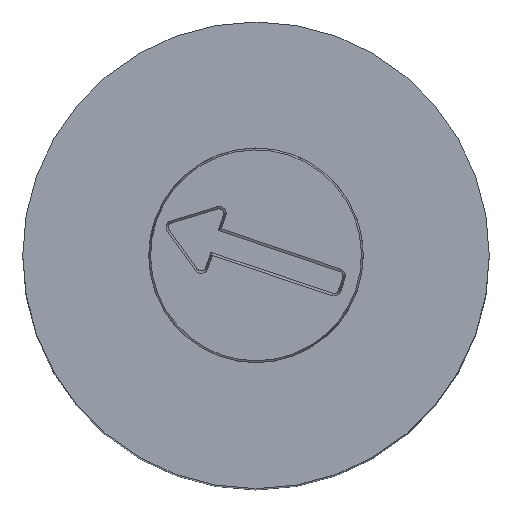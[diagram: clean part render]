
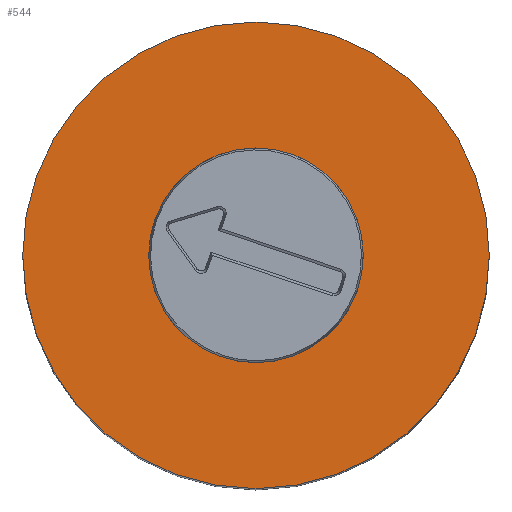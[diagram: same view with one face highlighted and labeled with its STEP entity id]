
A CAD part, top view. The second image highlights one B-rep face of the part: STEP entity #544.
In plain terms, the highlighted planar face has unit normal (0, 0, 1).
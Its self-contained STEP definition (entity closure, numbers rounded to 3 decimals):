
#30=FACE_BOUND('',#99,.T.);
#34=PLANE('',#652);
#63=FACE_OUTER_BOUND('',#98,.T.);
#98=EDGE_LOOP('',(#419));
#99=EDGE_LOOP('',(#420));
#212=CIRCLE('',#641,2.3);
#218=CIRCLE('',#651,5.);
#249=VERTEX_POINT('',#922);
#255=VERTEX_POINT('',#942);
#304=EDGE_CURVE('',#249,#249,#212,.T.);
#314=EDGE_CURVE('',#255,#255,#218,.T.);
#419=ORIENTED_EDGE('',*,*,#314,.F.);
#420=ORIENTED_EDGE('',*,*,#304,.T.);
#544=ADVANCED_FACE('',(#63,#30),#34,.F.);
#641=AXIS2_PLACEMENT_3D('',#923,#742,#743);
#651=AXIS2_PLACEMENT_3D('',#943,#766,#767);
#652=AXIS2_PLACEMENT_3D('',#945,#769,#770);
#742=DIRECTION('center_axis',(0.,0.,-1.));
#743=DIRECTION('ref_axis',(1.,0.,0.));
#766=DIRECTION('center_axis',(0.,0.,-1.));
#767=DIRECTION('ref_axis',(-1.,0.,0.));
#769=DIRECTION('center_axis',(0.,0.,-1.));
#770=DIRECTION('ref_axis',(-1.,0.,0.));
#922=CARTESIAN_POINT('',(-2.3,0.,20.));
#923=CARTESIAN_POINT('Origin',(0.,0.,20.));
#942=CARTESIAN_POINT('',(5.,0.,20.));
#943=CARTESIAN_POINT('Origin',(0.,0.,20.));
#945=CARTESIAN_POINT('Origin',(0.,0.,20.));
